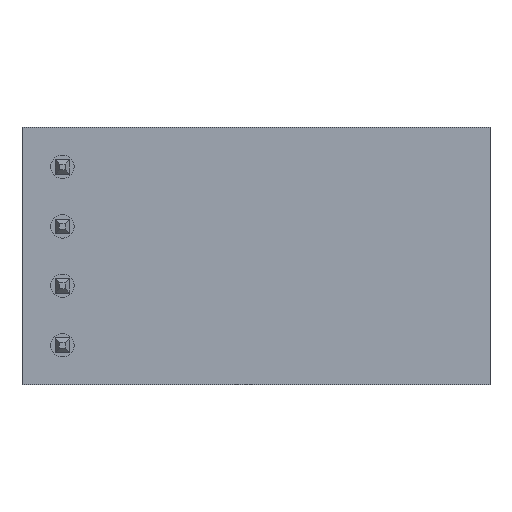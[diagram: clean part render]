
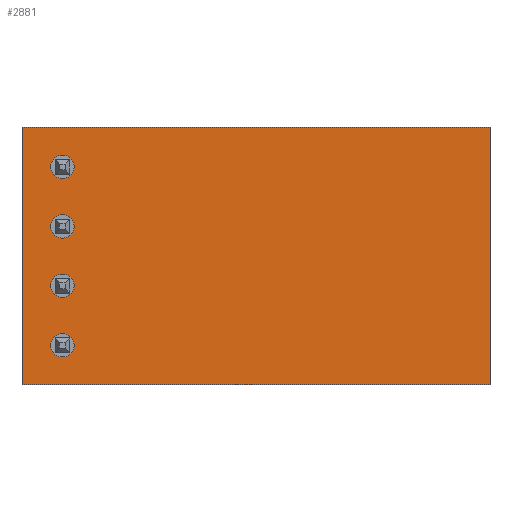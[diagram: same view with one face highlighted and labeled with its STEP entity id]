
A CAD part, front view. The second image highlights one B-rep face of the part: STEP entity #2881.
In plain terms, the highlighted planar face has unit normal (0, -1, 0).
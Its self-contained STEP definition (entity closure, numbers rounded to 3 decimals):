
#74=FACE_BOUND('',#420,.T.);
#75=FACE_BOUND('',#421,.T.);
#76=FACE_BOUND('',#422,.T.);
#77=FACE_BOUND('',#423,.T.);
#91=PLANE('',#3074);
#249=FACE_OUTER_BOUND('',#419,.T.);
#419=EDGE_LOOP('',(#2084,#2085,#2086,#2087));
#420=EDGE_LOOP('',(#2088));
#421=EDGE_LOOP('',(#2089));
#422=EDGE_LOOP('',(#2090));
#423=EDGE_LOOP('',(#2091));
#592=LINE('',#4085,#972);
#596=LINE('',#4093,#976);
#599=LINE('',#4099,#979);
#602=LINE('',#4104,#982);
#972=VECTOR('',#3295,10.);
#976=VECTOR('',#3301,10.);
#979=VECTOR('',#3306,10.);
#982=VECTOR('',#3311,10.);
#1348=CIRCLE('',#3058,0.5);
#1350=CIRCLE('',#3061,0.5);
#1352=CIRCLE('',#3064,0.5);
#1354=CIRCLE('',#3067,0.5);
#1356=VERTEX_POINT('',#4059);
#1358=VERTEX_POINT('',#4065);
#1360=VERTEX_POINT('',#4071);
#1362=VERTEX_POINT('',#4077);
#1364=VERTEX_POINT('',#4083);
#1365=VERTEX_POINT('',#4084);
#1368=VERTEX_POINT('',#4092);
#1370=VERTEX_POINT('',#4098);
#1624=EDGE_CURVE('',#1356,#1356,#1348,.T.);
#1627=EDGE_CURVE('',#1358,#1358,#1350,.T.);
#1630=EDGE_CURVE('',#1360,#1360,#1352,.T.);
#1633=EDGE_CURVE('',#1362,#1362,#1354,.T.);
#1636=EDGE_CURVE('',#1364,#1365,#592,.T.);
#1640=EDGE_CURVE('',#1368,#1364,#596,.T.);
#1643=EDGE_CURVE('',#1370,#1368,#599,.T.);
#1646=EDGE_CURVE('',#1365,#1370,#602,.T.);
#2084=ORIENTED_EDGE('',*,*,#1646,.F.);
#2085=ORIENTED_EDGE('',*,*,#1636,.F.);
#2086=ORIENTED_EDGE('',*,*,#1640,.F.);
#2087=ORIENTED_EDGE('',*,*,#1643,.F.);
#2088=ORIENTED_EDGE('',*,*,#1624,.T.);
#2089=ORIENTED_EDGE('',*,*,#1627,.T.);
#2090=ORIENTED_EDGE('',*,*,#1630,.T.);
#2091=ORIENTED_EDGE('',*,*,#1633,.T.);
#2881=ADVANCED_FACE('',(#249,#74,#75,#76,#77),#91,.F.);
#3058=AXIS2_PLACEMENT_3D('',#4060,#3267,#3268);
#3061=AXIS2_PLACEMENT_3D('',#4066,#3274,#3275);
#3064=AXIS2_PLACEMENT_3D('',#4072,#3281,#3282);
#3067=AXIS2_PLACEMENT_3D('',#4078,#3288,#3289);
#3074=AXIS2_PLACEMENT_3D('',#4107,#3315,#3316);
#3267=DIRECTION('center_axis',(0.,1.,0.));
#3268=DIRECTION('ref_axis',(1.,0.,0.));
#3274=DIRECTION('center_axis',(0.,1.,0.));
#3275=DIRECTION('ref_axis',(1.,0.,0.));
#3281=DIRECTION('center_axis',(0.,1.,0.));
#3282=DIRECTION('ref_axis',(1.,0.,0.));
#3288=DIRECTION('center_axis',(0.,1.,0.));
#3289=DIRECTION('ref_axis',(1.,0.,0.));
#3295=DIRECTION('',(-1.,0.,0.));
#3301=DIRECTION('',(0.,0.,-1.));
#3306=DIRECTION('',(1.,0.,0.));
#3311=DIRECTION('',(0.,0.,1.));
#3315=DIRECTION('center_axis',(0.,1.,0.));
#3316=DIRECTION('ref_axis',(1.,0.,0.));
#4059=CARTESIAN_POINT('',(1.227,0.,-6.775));
#4060=CARTESIAN_POINT('Origin',(1.727,0.,-6.775));
#4065=CARTESIAN_POINT('',(1.227,0.,-4.235));
#4066=CARTESIAN_POINT('Origin',(1.727,0.,-4.235));
#4071=CARTESIAN_POINT('',(1.227,0.,-9.315));
#4072=CARTESIAN_POINT('Origin',(1.727,0.,-9.315));
#4077=CARTESIAN_POINT('',(1.227,0.,-1.695));
#4078=CARTESIAN_POINT('Origin',(1.727,0.,-1.695));
#4083=CARTESIAN_POINT('',(20.,0.,-11.));
#4084=CARTESIAN_POINT('',(0.,0.,-11.));
#4085=CARTESIAN_POINT('',(20.,0.,-11.));
#4092=CARTESIAN_POINT('',(20.,0.,0.));
#4093=CARTESIAN_POINT('',(20.,0.,0.));
#4098=CARTESIAN_POINT('',(0.,0.,0.));
#4099=CARTESIAN_POINT('',(0.,0.,0.));
#4104=CARTESIAN_POINT('',(0.,0.,-11.));
#4107=CARTESIAN_POINT('Origin',(10.,0.,-5.5));
